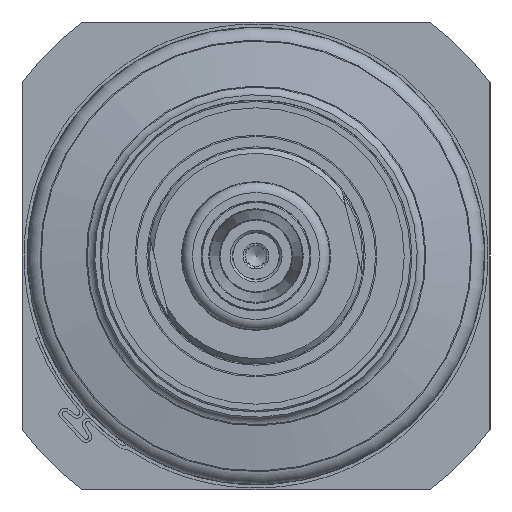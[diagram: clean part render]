
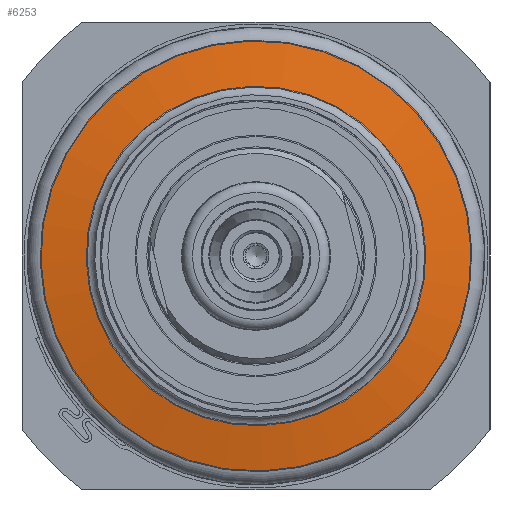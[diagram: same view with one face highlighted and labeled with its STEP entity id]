
A CAD part, left-side view. The second image highlights one B-rep face of the part: STEP entity #6253.
In plain terms, the highlighted conical face has half-angle 80 degrees and reference radius 37.087 mm.
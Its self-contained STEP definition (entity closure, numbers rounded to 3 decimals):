
#149=CONICAL_SURFACE('',#6840,37.087,1.396);
#669=LINE('',#11943,#961);
#961=VECTOR('',#8230,37.087);
#1477=FACE_OUTER_BOUND('',#1853,.T.);
#1853=EDGE_LOOP('',(#5050,#5051,#5052,#5053,#5054,#5055,#5056,#5057));
#2241=CIRCLE('',#6837,32.653);
#2242=CIRCLE('',#6838,32.653);
#2243=CIRCLE('',#6839,32.653);
#2244=CIRCLE('',#6841,41.521);
#2245=CIRCLE('',#6842,41.521);
#2246=CIRCLE('',#6843,41.521);
#2904=VERTEX_POINT('',#11930);
#2905=VERTEX_POINT('',#11932);
#2906=VERTEX_POINT('',#11934);
#2907=VERTEX_POINT('',#11938);
#2908=VERTEX_POINT('',#11939);
#2909=VERTEX_POINT('',#11941);
#3689=EDGE_CURVE('',#2905,#2904,#2241,.T.);
#3690=EDGE_CURVE('',#2906,#2905,#2242,.T.);
#3691=EDGE_CURVE('',#2904,#2906,#2243,.T.);
#3692=EDGE_CURVE('',#2907,#2908,#2244,.T.);
#3693=EDGE_CURVE('',#2909,#2907,#2245,.T.);
#3694=EDGE_CURVE('',#2909,#2906,#669,.T.);
#3695=EDGE_CURVE('',#2908,#2909,#2246,.T.);
#5050=ORIENTED_EDGE('',*,*,#3692,.F.);
#5051=ORIENTED_EDGE('',*,*,#3693,.F.);
#5052=ORIENTED_EDGE('',*,*,#3694,.T.);
#5053=ORIENTED_EDGE('',*,*,#3690,.T.);
#5054=ORIENTED_EDGE('',*,*,#3689,.T.);
#5055=ORIENTED_EDGE('',*,*,#3691,.T.);
#5056=ORIENTED_EDGE('',*,*,#3694,.F.);
#5057=ORIENTED_EDGE('',*,*,#3695,.F.);
#6253=ADVANCED_FACE('',(#1477),#149,.T.);
#6837=AXIS2_PLACEMENT_3D('',#11933,#8218,#8219);
#6838=AXIS2_PLACEMENT_3D('',#11935,#8220,#8221);
#6839=AXIS2_PLACEMENT_3D('',#11936,#8222,#8223);
#6840=AXIS2_PLACEMENT_3D('',#11937,#8224,#8225);
#6841=AXIS2_PLACEMENT_3D('',#11940,#8226,#8227);
#6842=AXIS2_PLACEMENT_3D('',#11942,#8228,#8229);
#6843=AXIS2_PLACEMENT_3D('',#11944,#8231,#8232);
#8218=DIRECTION('center_axis',(1.,0.,0.));
#8219=DIRECTION('ref_axis',(0.,-0.202,-0.979));
#8220=DIRECTION('center_axis',(1.,0.,0.));
#8221=DIRECTION('ref_axis',(0.,-0.202,-0.979));
#8222=DIRECTION('center_axis',(1.,0.,0.));
#8223=DIRECTION('ref_axis',(0.,-0.202,-0.979));
#8224=DIRECTION('center_axis',(1.,0.,0.));
#8225=DIRECTION('ref_axis',(0.,0.979,-0.202));
#8226=DIRECTION('center_axis',(1.,0.,0.));
#8227=DIRECTION('ref_axis',(0.,-0.202,-0.979));
#8228=DIRECTION('center_axis',(1.,0.,0.));
#8229=DIRECTION('ref_axis',(0.,-0.202,-0.979));
#8230=DIRECTION('',(-0.174,0.965,-0.199));
#8231=DIRECTION('center_axis',(1.,0.,0.));
#8232=DIRECTION('ref_axis',(0.,-0.202,-0.979));
#11930=CARTESIAN_POINT('',(-28.494,6.59,31.981));
#11932=CARTESIAN_POINT('',(-28.494,31.981,-6.59));
#11933=CARTESIAN_POINT('Origin',(-28.494,0.,
0.));
#11934=CARTESIAN_POINT('',(-28.494,-31.981,6.59));
#11935=CARTESIAN_POINT('Origin',(-28.494,0.,
0.));
#11936=CARTESIAN_POINT('Origin',(-28.494,0.,
0.));
#11937=CARTESIAN_POINT('Origin',(-27.712,0.,
0.));
#11938=CARTESIAN_POINT('',(-26.93,40.667,-8.379));
#11939=CARTESIAN_POINT('',(-26.93,8.379,40.667));
#11940=CARTESIAN_POINT('Origin',(-26.93,0.,
0.));
#11941=CARTESIAN_POINT('',(-26.93,-40.667,8.379));
#11942=CARTESIAN_POINT('Origin',(-26.93,0.,
0.));
#11943=CARTESIAN_POINT('',(-27.712,-36.324,7.484));
#11944=CARTESIAN_POINT('Origin',(-26.93,0.,
0.));
